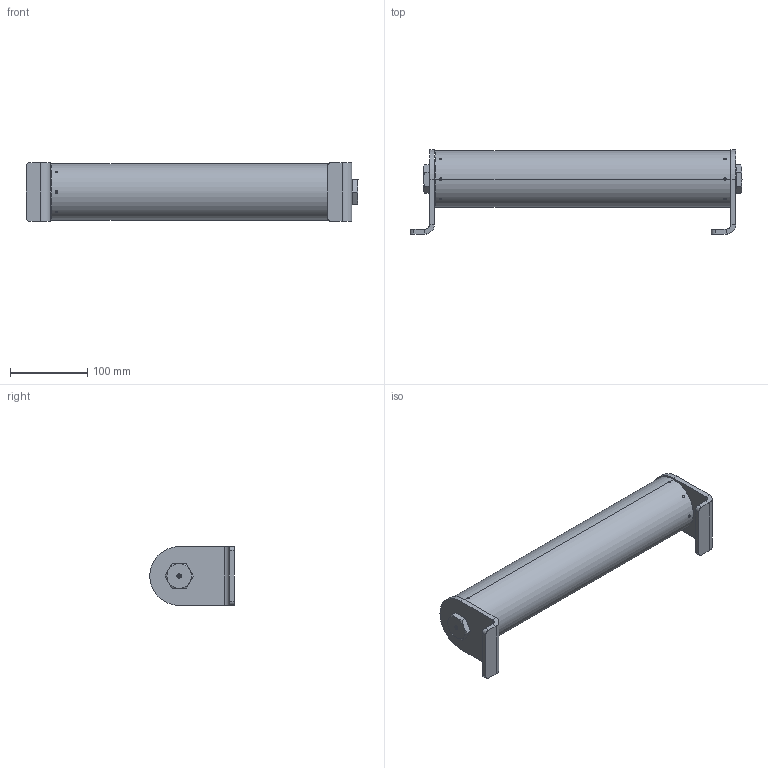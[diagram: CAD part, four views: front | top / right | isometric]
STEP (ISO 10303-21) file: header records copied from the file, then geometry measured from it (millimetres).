
FILE_DESCRIPTION (( 'STEP AP214' ), '1' );
FILE_NAME ('700893.STEP', '2024-06-14T12:27:10', ( '' ), ( '' ), 'SwSTEP 2.0', 'SolidWorks 2021', '' );
FILE_SCHEMA (( 'AUTOMOTIVE_DESIGN' ));
Length unit declared in the file: inch
Products named in the file (3): 9399_9399; 700893
Assembly tree (2 placements, depth 2):
  700893
    700893
    9399_9399
Bounding box: 430.58 x 109.52 x 76.2 mm (x, y, z)
Volume: 408556.5 mm3; surface area: 223735.2 mm2
Topology: 23 solids, 23 shells, 1779 faces, 5119 edges, 3410 vertices
Faces by surface type: cylinder 748, plane 451, sphere 306, bspline 180, cone 92, torus 2
Entity records: 103569 total; most frequent: CARTESIAN_POINT 38018, ORIENTED_EDGE 10262, DIRECTION 7077, EDGE_CURVE 5131, VERTEX_POINT 3446, AXIS2_PLACEMENT_3D 2851, B_SPLINE_CURVE_WITH_KNOTS 2149, EDGE_LOOP 1871
